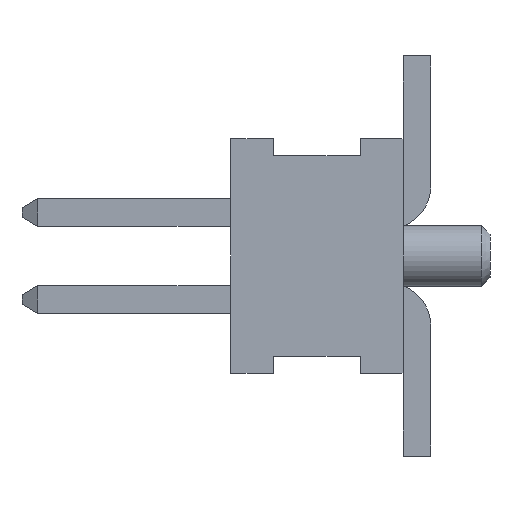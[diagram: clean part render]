
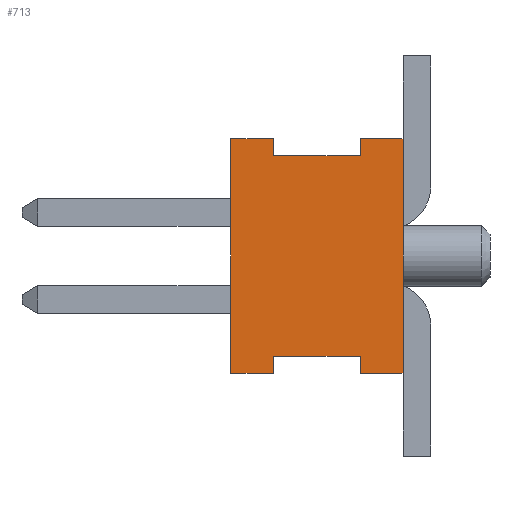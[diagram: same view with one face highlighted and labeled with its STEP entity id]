
A CAD part, left-side view. The second image highlights one B-rep face of the part: STEP entity #713.
In plain terms, the highlighted planar face has unit normal (-1, 0, 0).
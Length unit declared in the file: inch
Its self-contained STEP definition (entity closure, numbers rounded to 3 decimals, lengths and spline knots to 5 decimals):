
#713 = ADVANCED_FACE( '', ( #1525 ), #1526, .F. );
#1525 = FACE_OUTER_BOUND( '', #2479, .T. );
#1526 = PLANE( '', #2480 );
#2479 = EDGE_LOOP( '', ( #4319, #4320, #4321, #4322, #4323, #4324, #4325, #4326, #4327, #4328, #4329, #4330 ) );
#2480 = AXIS2_PLACEMENT_3D( '', #4331, #4332, #4333 );
#4319 = ORIENTED_EDGE( '', *, *, #5965, .F. );
#4320 = ORIENTED_EDGE( '', *, *, #6020, .F. );
#4321 = ORIENTED_EDGE( '', *, *, #5923, .T. );
#4322 = ORIENTED_EDGE( '', *, *, #6511, .T. );
#4323 = ORIENTED_EDGE( '', *, *, #5862, .F. );
#4324 = ORIENTED_EDGE( '', *, *, #6512, .F. );
#4325 = ORIENTED_EDGE( '', *, *, #6513, .F. );
#4326 = ORIENTED_EDGE( '', *, *, #6299, .F. );
#4327 = ORIENTED_EDGE( '', *, *, #6081, .F. );
#4328 = ORIENTED_EDGE( '', *, *, #6514, .F. );
#4329 = ORIENTED_EDGE( '', *, *, #6356, .T. );
#4330 = ORIENTED_EDGE( '', *, *, #6515, .F. );
#4331 = CARTESIAN_POINT( '', ( -0.175, 0.099, -0.0675 ) );
#4332 = DIRECTION( '', ( 1., 0., 0. ) );
#4333 = DIRECTION( '', ( 0., 0., -1. ) );
#5862 = EDGE_CURVE( '', #7051, #7053, #7054, .T. );
#5923 = EDGE_CURVE( '', #7157, #7158, #7159, .T. );
#5965 = EDGE_CURVE( '', #7226, #7227, #7228, .T. );
#6020 = EDGE_CURVE( '', #7157, #7226, #7315, .T. );
#6081 = EDGE_CURVE( '', #7420, #7421, #7422, .T. );
#6299 = EDGE_CURVE( '', #7421, #7768, #7769, .T. );
#6356 = EDGE_CURVE( '', #7851, #7849, #7852, .T. );
#6511 = EDGE_CURVE( '', #7158, #7053, #8075, .T. );
#6512 = EDGE_CURVE( '', #8076, #7051, #8077, .T. );
#6513 = EDGE_CURVE( '', #7768, #8076, #8078, .T. );
#6514 = EDGE_CURVE( '', #7851, #7420, #8079, .T. );
#6515 = EDGE_CURVE( '', #7227, #7849, #8080, .T. );
#7051 = VERTEX_POINT( '', #8768 );
#7053 = VERTEX_POINT( '', #8771 );
#7054 = LINE( '', #8772, #8773 );
#7157 = VERTEX_POINT( '', #8920 );
#7158 = VERTEX_POINT( '', #8921 );
#7159 = LINE( '', #8922, #8923 );
#7226 = VERTEX_POINT( '', #9020 );
#7227 = VERTEX_POINT( '', #9021 );
#7228 = LINE( '', #9022, #9023 );
#7315 = LINE( '', #9151, #9152 );
#7420 = VERTEX_POINT( '', #9304 );
#7421 = VERTEX_POINT( '', #9305 );
#7422 = LINE( '', #9306, #9307 );
#7768 = VERTEX_POINT( '', #9808 );
#7769 = LINE( '', #9809, #9810 );
#7849 = VERTEX_POINT( '', #9930 );
#7851 = VERTEX_POINT( '', #9933 );
#7852 = LINE( '', #9934, #9935 );
#8075 = LINE( '', #10267, #10268 );
#8076 = VERTEX_POINT( '', #10269 );
#8077 = LINE( '', #10270, #10271 );
#8078 = LINE( '', #10272, #10273 );
#8079 = LINE( '', #10274, #10275 );
#8080 = LINE( '', #10276, #10277 );
#8768 = CARTESIAN_POINT( '', ( -0.175, 0.0245, 0.0675 ) );
#8771 = CARTESIAN_POINT( '', ( -0.175, 0., 0.0675 ) );
#8772 = CARTESIAN_POINT( '', ( -0.175, 0.099, 0.0675 ) );
#8773 = VECTOR( '', #11063, 39.37008 );
#8920 = CARTESIAN_POINT( '', ( -0.175, 0.0245, -0.0675 ) );
#8921 = CARTESIAN_POINT( '', ( -0.175, 0., -0.0675 ) );
#8922 = CARTESIAN_POINT( '', ( -0.175, 0.099, -0.0675 ) );
#8923 = VECTOR( '', #11120, 39.37008 );
#9020 = CARTESIAN_POINT( '', ( -0.175, 0.0245, -0.0575 ) );
#9021 = CARTESIAN_POINT( '', ( -0.175, 0.0745, -0.0575 ) );
#9022 = CARTESIAN_POINT( '', ( -0.175, 0.0245, -0.0575 ) );
#9023 = VECTOR( '', #11157, 39.37008 );
#9151 = CARTESIAN_POINT( '', ( -0.175, 0.0245, -0.0675 ) );
#9152 = VECTOR( '', #11202, 39.37008 );
#9304 = CARTESIAN_POINT( '', ( -0.175, 0.099, 0.0675 ) );
#9305 = CARTESIAN_POINT( '', ( -0.175, 0.0745, 0.0675 ) );
#9306 = CARTESIAN_POINT( '', ( -0.175, 0.099, 0.0675 ) );
#9307 = VECTOR( '', #11250, 39.37008 );
#9808 = CARTESIAN_POINT( '', ( -0.175, 0.0745, 0.0575 ) );
#9809 = CARTESIAN_POINT( '', ( -0.175, 0.0745, 0.0675 ) );
#9810 = VECTOR( '', #11445, 39.37008 );
#9930 = CARTESIAN_POINT( '', ( -0.175, 0.0745, -0.0675 ) );
#9933 = CARTESIAN_POINT( '', ( -0.175, 0.099, -0.0675 ) );
#9934 = CARTESIAN_POINT( '', ( -0.175, 0.099, -0.0675 ) );
#9935 = VECTOR( '', #11490, 39.37008 );
#10267 = CARTESIAN_POINT( '', ( -0.175, 0., -0.0675 ) );
#10268 = VECTOR( '', #11621, 39.37008 );
#10269 = CARTESIAN_POINT( '', ( -0.175, 0.0245, 0.0575 ) );
#10270 = CARTESIAN_POINT( '', ( -0.175, 0.0245, 0.0575 ) );
#10271 = VECTOR( '', #11622, 39.37008 );
#10272 = CARTESIAN_POINT( '', ( -0.175, 0.0745, 0.0575 ) );
#10273 = VECTOR( '', #11623, 39.37008 );
#10274 = CARTESIAN_POINT( '', ( -0.175, 0.099, -0.0675 ) );
#10275 = VECTOR( '', #11624, 39.37008 );
#10276 = CARTESIAN_POINT( '', ( -0.175, 0.0745, -0.0575 ) );
#10277 = VECTOR( '', #11625, 39.37008 );
#11063 = DIRECTION( '', ( 0., -1., 0. ) );
#11120 = DIRECTION( '', ( 0., -1., 0. ) );
#11157 = DIRECTION( '', ( 0., 1., 0. ) );
#11202 = DIRECTION( '', ( 0., 0., 1. ) );
#11250 = DIRECTION( '', ( 0., -1., 0. ) );
#11445 = DIRECTION( '', ( 0., 0., -1. ) );
#11490 = DIRECTION( '', ( 0., -1., 0. ) );
#11621 = DIRECTION( '', ( 0., 0., 1. ) );
#11622 = DIRECTION( '', ( 0., 0., 1. ) );
#11623 = DIRECTION( '', ( 0., -1., 0. ) );
#11624 = DIRECTION( '', ( 0., 0., 1. ) );
#11625 = DIRECTION( '', ( 0., 0., -1. ) );
